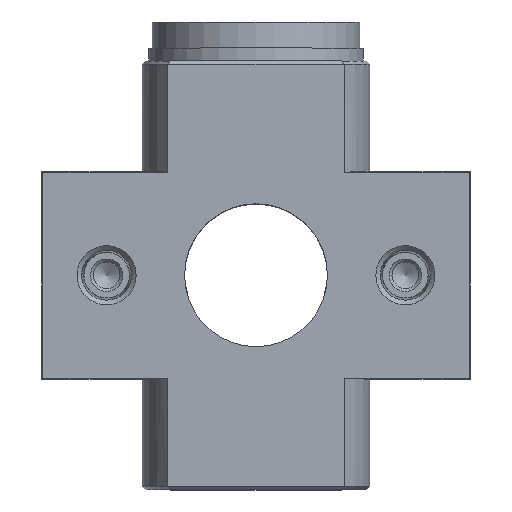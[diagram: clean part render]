
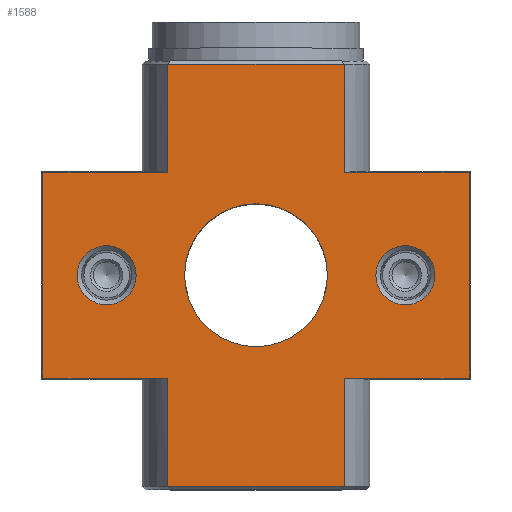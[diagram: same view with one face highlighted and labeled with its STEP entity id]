
A CAD part, top view. The second image highlights one B-rep face of the part: STEP entity #1588.
In plain terms, the highlighted planar face has unit normal (0, 0, 1).
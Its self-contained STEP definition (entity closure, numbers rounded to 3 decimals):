
#107=LINE('',#2531,#213);
#111=LINE('',#2542,#217);
#115=LINE('',#2553,#221);
#117=LINE('',#2558,#223);
#136=LINE('',#2657,#242);
#137=LINE('',#2663,#243);
#138=LINE('',#2665,#244);
#139=LINE('',#2667,#245);
#140=LINE('',#2668,#246);
#141=LINE('',#2670,#247);
#142=LINE('',#2672,#248);
#143=LINE('',#2673,#249);
#213=VECTOR('',#1962,1000.);
#217=VECTOR('',#1972,1000.);
#221=VECTOR('',#1980,1000.);
#223=VECTOR('',#1984,1000.);
#242=VECTOR('',#2049,1000.);
#243=VECTOR('',#2056,1000.);
#244=VECTOR('',#2057,1000.);
#245=VECTOR('',#2058,1000.);
#246=VECTOR('',#2059,1000.);
#247=VECTOR('',#2060,1000.);
#248=VECTOR('',#2061,1000.);
#249=VECTOR('',#2062,1000.);
#320=PLANE('',#1778);
#476=ORIENTED_EDGE('',*,*,#795,.T.);
#477=ORIENTED_EDGE('',*,*,#859,.F.);
#478=ORIENTED_EDGE('',*,*,#860,.F.);
#479=ORIENTED_EDGE('',*,*,#820,.T.);
#480=ORIENTED_EDGE('',*,*,#861,.T.);
#481=ORIENTED_EDGE('',*,*,#862,.T.);
#482=ORIENTED_EDGE('',*,*,#863,.T.);
#483=ORIENTED_EDGE('',*,*,#818,.T.);
#484=ORIENTED_EDGE('',*,*,#858,.T.);
#485=ORIENTED_EDGE('',*,*,#807,.F.);
#486=ORIENTED_EDGE('',*,*,#864,.T.);
#487=ORIENTED_EDGE('',*,*,#865,.F.);
#488=ORIENTED_EDGE('',*,*,#866,.T.);
#489=ORIENTED_EDGE('',*,*,#813,.F.);
#490=ORIENTED_EDGE('',*,*,#867,.F.);
#795=EDGE_CURVE('',#997,#997,#1140,.T.);
#807=EDGE_CURVE('',#1008,#1010,#107,.T.);
#813=EDGE_CURVE('',#1013,#1012,#111,.T.);
#818=EDGE_CURVE('',#1015,#1018,#115,.T.);
#820=EDGE_CURVE('',#1021,#1019,#117,.T.);
#858=EDGE_CURVE('',#1018,#1010,#136,.T.);
#859=EDGE_CURVE('',#1046,#1046,#1149,.T.);
#860=EDGE_CURVE('',#1047,#1047,#1150,.T.);
#861=EDGE_CURVE('',#1019,#1048,#137,.T.);
#862=EDGE_CURVE('',#1048,#1049,#138,.T.);
#863=EDGE_CURVE('',#1049,#1015,#139,.T.);
#864=EDGE_CURVE('',#1008,#1050,#140,.T.);
#865=EDGE_CURVE('',#1051,#1050,#141,.T.);
#866=EDGE_CURVE('',#1051,#1012,#142,.T.);
#867=EDGE_CURVE('',#1021,#1013,#143,.T.);
#997=VERTEX_POINT('',#2504);
#1008=VERTEX_POINT('',#2529);
#1010=VERTEX_POINT('',#2532);
#1012=VERTEX_POINT('',#2538);
#1013=VERTEX_POINT('',#2541);
#1015=VERTEX_POINT('',#2546);
#1018=VERTEX_POINT('',#2552);
#1019=VERTEX_POINT('',#2556);
#1021=VERTEX_POINT('',#2559);
#1046=VERTEX_POINT('',#2660);
#1047=VERTEX_POINT('',#2662);
#1048=VERTEX_POINT('',#2664);
#1049=VERTEX_POINT('',#2666);
#1050=VERTEX_POINT('',#2669);
#1051=VERTEX_POINT('',#2671);
#1140=CIRCLE('',#1743,11.);
#1149=CIRCLE('',#1779,4.55);
#1150=CIRCLE('',#1780,4.55);
#1230=EDGE_LOOP('',(#476));
#1231=EDGE_LOOP('',(#477));
#1232=EDGE_LOOP('',(#478));
#1233=EDGE_LOOP('',(#479,#480,#481,#482,#483,#484,#485,#486,#487,#488,#489,
#490));
#1400=FACE_BOUND('',#1230,.T.);
#1401=FACE_BOUND('',#1231,.T.);
#1402=FACE_BOUND('',#1232,.T.);
#1403=FACE_BOUND('',#1233,.T.);
#1588=ADVANCED_FACE('',(#1400,#1401,#1402,#1403),#320,.F.);
#1743=AXIS2_PLACEMENT_3D('',#2503,#1941,#1942);
#1778=AXIS2_PLACEMENT_3D('',#2658,#2050,#2051);
#1779=AXIS2_PLACEMENT_3D('',#2659,#2052,#2053);
#1780=AXIS2_PLACEMENT_3D('',#2661,#2054,#2055);
#1941=DIRECTION('',(0.,0.,-1.));
#1942=DIRECTION('',(-1.,0.,0.));
#1962=DIRECTION('',(-1.,0.,0.));
#1972=DIRECTION('',(-1.,0.,0.));
#1980=DIRECTION('',(-1.,0.,0.));
#1984=DIRECTION('',(-1.,0.,0.));
#2049=DIRECTION('',(0.,-1.,0.));
#2050=DIRECTION('',(0.,0.,-1.));
#2051=DIRECTION('',(-1.,0.,0.));
#2052=DIRECTION('',(0.,0.,1.));
#2053=DIRECTION('',(1.,0.,0.));
#2054=DIRECTION('',(0.,0.,1.));
#2055=DIRECTION('',(1.,0.,0.));
#2056=DIRECTION('',(0.,1.,0.));
#2057=DIRECTION('',(-1.,0.,0.));
#2058=DIRECTION('',(0.,-1.,0.));
#2059=DIRECTION('',(0.,-1.,0.));
#2060=DIRECTION('',(-1.,0.,0.));
#2061=DIRECTION('',(0.,1.,0.));
#2062=DIRECTION('',(0.,-1.,0.));
#2503=CARTESIAN_POINT('',(0.,0.,20.));
#2504=CARTESIAN_POINT('',(-11.,0.,20.));
#2529=CARTESIAN_POINT('',(-13.6,-15.825,20.));
#2531=CARTESIAN_POINT('',(33.,-15.825,20.));
#2532=CARTESIAN_POINT('',(-32.825,-15.825,20.));
#2538=CARTESIAN_POINT('',(13.6,-15.825,20.));
#2541=CARTESIAN_POINT('',(32.825,-15.825,20.));
#2542=CARTESIAN_POINT('',(33.,-15.825,20.));
#2546=CARTESIAN_POINT('',(-13.6,15.825,20.));
#2552=CARTESIAN_POINT('',(-32.825,15.825,20.));
#2553=CARTESIAN_POINT('',(33.,15.825,20.));
#2556=CARTESIAN_POINT('',(13.6,15.825,20.));
#2558=CARTESIAN_POINT('',(33.,15.825,20.));
#2559=CARTESIAN_POINT('',(32.825,15.825,20.));
#2657=CARTESIAN_POINT('',(-32.825,16.,20.));
#2658=CARTESIAN_POINT('',(-32.825,16.,20.));
#2659=CARTESIAN_POINT('',(23.,0.,20.));
#2660=CARTESIAN_POINT('',(27.55,0.,20.));
#2661=CARTESIAN_POINT('',(-23.,0.,20.));
#2662=CARTESIAN_POINT('',(-18.45,0.,20.));
#2663=CARTESIAN_POINT('',(13.6,-32.5,20.));
#2664=CARTESIAN_POINT('',(13.6,32.5,20.));
#2665=CARTESIAN_POINT('',(20.,32.5,20.));
#2666=CARTESIAN_POINT('',(-13.6,32.5,20.));
#2667=CARTESIAN_POINT('',(-13.6,32.5,20.));
#2668=CARTESIAN_POINT('',(-13.6,32.5,20.));
#2669=CARTESIAN_POINT('',(-13.6,-32.5,20.));
#2670=CARTESIAN_POINT('',(20.,-32.5,20.));
#2671=CARTESIAN_POINT('',(13.6,-32.5,20.));
#2672=CARTESIAN_POINT('',(13.6,-32.5,20.));
#2673=CARTESIAN_POINT('',(32.825,16.,20.));
